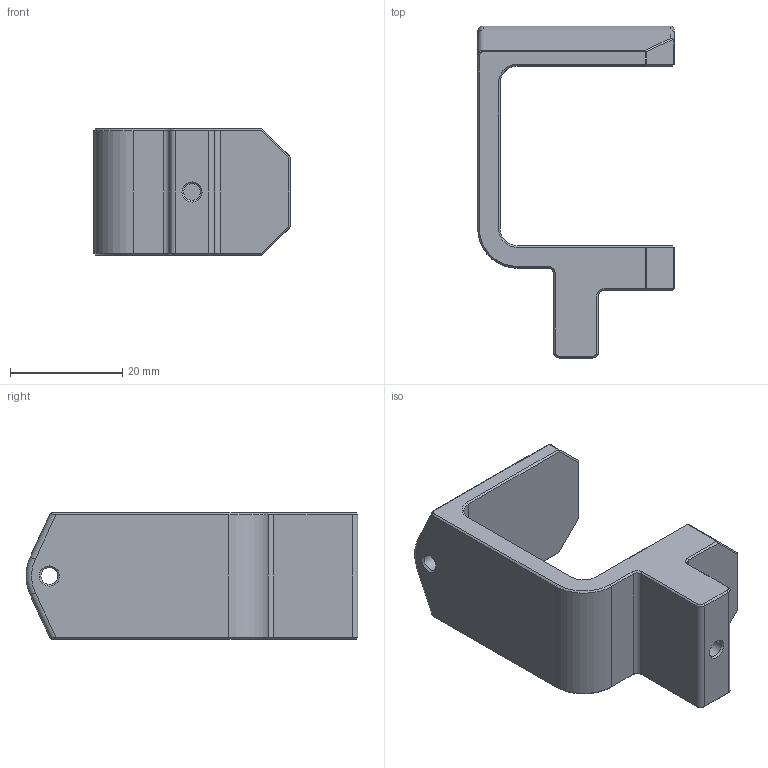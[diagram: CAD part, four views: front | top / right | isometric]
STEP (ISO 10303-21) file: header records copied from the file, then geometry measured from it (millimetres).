
FILE_DESCRIPTION(/* description */ ('STEP AP214'),/* implementation_level */ '2;1');
FILE_NAME(/* name */ '5fd2fb080c8acb0ea5ac8101',/* time_stamp */ '2020-12-11T04:52:25+00:00',/* author */ (''),/* organization */ (''),/* preprocessor_version */ 'ST-DEVELOPER v18.1',/* originating_system */ ' ',/* authorisation */ ' ');
FILE_SCHEMA (('AUTOMOTIVE_DESIGN {1 0 10303 214 3 1 1}'));
Length unit declared in the file: metre
Products named in the file (1): Escornabot Battery-Bracket
Bounding box: 35 x 59.14 x 22.5 mm (x, y, z)
Volume: 13436.4 mm3; surface area: 6769.5 mm2
Topology: 1 solids, 1 shells, 111 faces, 243 edges, 136 vertices
Faces by surface type: plane 74, cone 18, cylinder 15, torus 2, bspline 2
Full cylindrical faces by diameter (mm): 3 x3
Entity records: 2914 total; most frequent: CARTESIAN_POINT 524, DIRECTION 496, ORIENTED_EDGE 464, EDGE_CURVE 232, LINE 172, VECTOR 172, AXIS2_PLACEMENT_3D 162, VERTEX_POINT 132
